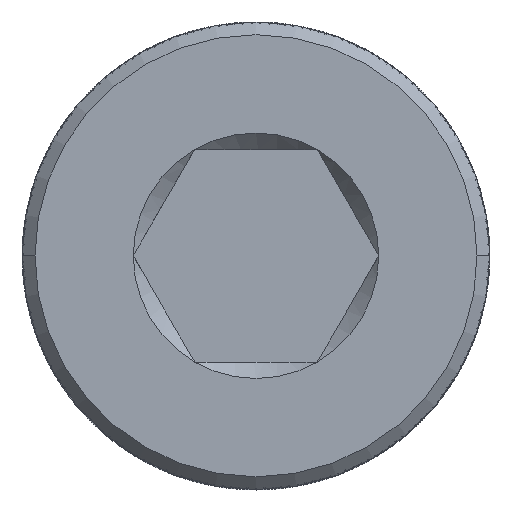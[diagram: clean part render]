
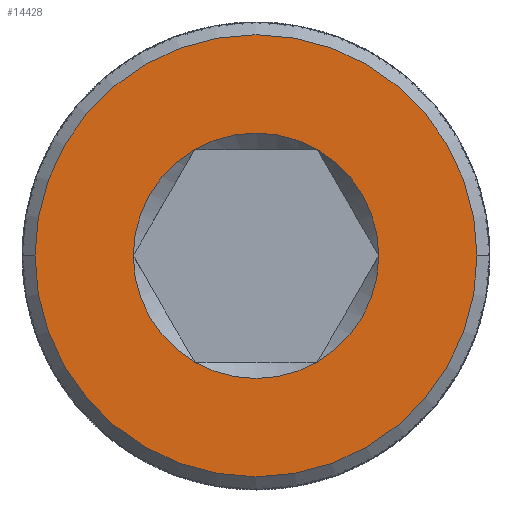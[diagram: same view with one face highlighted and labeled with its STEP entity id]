
A CAD part, top view. The second image highlights one B-rep face of the part: STEP entity #14428.
In plain terms, the highlighted planar face has unit normal (0, 0, 1).
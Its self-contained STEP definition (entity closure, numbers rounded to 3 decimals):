
#325 = ORIENTED_EDGE ( 'NONE', *, *, #7227, .F. ) ;
#831 = DIRECTION ( 'NONE',  ( 1., 0., 0. ) ) ;
#1604 = CIRCLE ( 'NONE', #9177, 1.443 ) ;
#1781 = DIRECTION ( 'NONE',  ( 0., 0., -1. ) ) ;
#2429 = DIRECTION ( 'NONE',  ( 0., 0., 1. ) ) ;
#2613 = CARTESIAN_POINT ( 'NONE',  ( 0., 0., 11.5 ) ) ;
#2816 = DIRECTION ( 'NONE',  ( 1., 0., 0. ) ) ;
#2900 = FACE_OUTER_BOUND ( 'NONE', #6114, .T. ) ;
#3078 = EDGE_CURVE ( 'NONE', #12015, #14867, #9719, .T. ) ;
#3518 = CARTESIAN_POINT ( 'NONE',  ( 0., 0., 11.5 ) ) ;
#3569 = DIRECTION ( 'NONE',  ( -1., 0., 0. ) ) ;
#3605 = CARTESIAN_POINT ( 'NONE',  ( 2.6, 0., 11.5 ) ) ;
#3983 = DIRECTION ( 'NONE',  ( 1., 0., 0. ) ) ;
#4628 = CIRCLE ( 'NONE', #8316, 1.443 ) ;
#4647 = DIRECTION ( 'NONE',  ( 1., 0., 0. ) ) ;
#4720 = AXIS2_PLACEMENT_3D ( 'NONE', #8559, #19488, #831 ) ;
#5327 = DIRECTION ( 'NONE',  ( 0., 0., -1. ) ) ;
#5538 = DIRECTION ( 'NONE',  ( 0., 0., 1. ) ) ;
#5923 = ORIENTED_EDGE ( 'NONE', *, *, #10079, .F. ) ;
#6114 = EDGE_LOOP ( 'NONE', ( #5923, #18566 ) ) ;
#6152 = CARTESIAN_POINT ( 'NONE',  ( 1.443, 0., 11.5 ) ) ;
#6179 = ORIENTED_EDGE ( 'NONE', *, *, #11070, .F. ) ;
#6238 = VERTEX_POINT ( 'NONE', #18467 ) ;
#6886 = AXIS2_PLACEMENT_3D ( 'NONE', #12865, #5327, #3569 ) ;
#7167 = CARTESIAN_POINT ( 'NONE',  ( -0.722, -1.25, 11.5 ) ) ;
#7227 = EDGE_CURVE ( 'NONE', #14867, #6238, #14215, .T. ) ;
#8009 = VERTEX_POINT ( 'NONE', #17733 ) ;
#8116 = DIRECTION ( 'NONE',  ( 1., 0., 0. ) ) ;
#8316 = AXIS2_PLACEMENT_3D ( 'NONE', #12437, #17205, #4647 ) ;
#8559 = CARTESIAN_POINT ( 'NONE',  ( 0., 2.6, 11.5 ) ) ;
#8827 = CARTESIAN_POINT ( 'NONE',  ( 0., 0., 11.5 ) ) ;
#8988 = EDGE_CURVE ( 'NONE', #6238, #9038, #16309, .T. ) ;
#9020 = EDGE_LOOP ( 'NONE', ( #6179, #13672, #12849, #12923, #325, #18193 ) ) ;
#9038 = VERTEX_POINT ( 'NONE', #7167 ) ;
#9177 = AXIS2_PLACEMENT_3D ( 'NONE', #16302, #16375, #12018 ) ;
#9719 = CIRCLE ( 'NONE', #16352, 1.443 ) ;
#10079 = EDGE_CURVE ( 'NONE', #15897, #16301, #12566, .T. ) ;
#10145 = FACE_BOUND ( 'NONE', #9020, .T. ) ;
#10951 = EDGE_CURVE ( 'NONE', #8009, #20098, #18389, .T. ) ;
#11070 = EDGE_CURVE ( 'NONE', #20098, #12015, #1604, .T. ) ;
#11076 = DIRECTION ( 'NONE',  ( -1., 0., 0. ) ) ;
#11162 = CARTESIAN_POINT ( 'NONE',  ( 0.722, 1.25, 11.5 ) ) ;
#11597 = AXIS2_PLACEMENT_3D ( 'NONE', #3518, #17657, #8116 ) ;
#12015 = VERTEX_POINT ( 'NONE', #11162 ) ;
#12018 = DIRECTION ( 'NONE',  ( 1., 0., 0. ) ) ;
#12250 = DIRECTION ( 'NONE',  ( 0., 0., 1. ) ) ;
#12437 = CARTESIAN_POINT ( 'NONE',  ( 0., 0., 11.5 ) ) ;
#12566 = CIRCLE ( 'NONE', #15313, 2.6 ) ;
#12658 = EDGE_CURVE ( 'NONE', #16301, #15897, #17575, .T. ) ;
#12849 = ORIENTED_EDGE ( 'NONE', *, *, #14014, .F. ) ;
#12865 = CARTESIAN_POINT ( 'NONE',  ( 0., 0., 11.5 ) ) ;
#12923 = ORIENTED_EDGE ( 'NONE', *, *, #8988, .F. ) ;
#13672 = ORIENTED_EDGE ( 'NONE', *, *, #10951, .F. ) ;
#14014 = EDGE_CURVE ( 'NONE', #9038, #8009, #4628, .T. ) ;
#14215 = CIRCLE ( 'NONE', #11597, 1.443 ) ;
#14428 = ADVANCED_FACE ( 'NONE', ( #10145, #2900 ), #19551, .T. ) ;
#14557 = CARTESIAN_POINT ( 'NONE',  ( -2.6, 0., 11.5 ) ) ;
#14810 = DIRECTION ( 'NONE',  ( 1., 0., 0. ) ) ;
#14867 = VERTEX_POINT ( 'NONE', #16117 ) ;
#15313 = AXIS2_PLACEMENT_3D ( 'NONE', #17162, #1781, #11076 ) ;
#15823 = AXIS2_PLACEMENT_3D ( 'NONE', #2613, #5538, #3983 ) ;
#15849 = AXIS2_PLACEMENT_3D ( 'NONE', #17945, #2429, #14810 ) ;
#15897 = VERTEX_POINT ( 'NONE', #14557 ) ;
#16117 = CARTESIAN_POINT ( 'NONE',  ( -0.722, 1.25, 11.5 ) ) ;
#16301 = VERTEX_POINT ( 'NONE', #3605 ) ;
#16302 = CARTESIAN_POINT ( 'NONE',  ( 0., 0., 11.5 ) ) ;
#16309 = CIRCLE ( 'NONE', #15823, 1.443 ) ;
#16352 = AXIS2_PLACEMENT_3D ( 'NONE', #8827, #12250, #2816 ) ;
#16375 = DIRECTION ( 'NONE',  ( 0., 0., 1. ) ) ;
#17162 = CARTESIAN_POINT ( 'NONE',  ( 0., 0., 11.5 ) ) ;
#17205 = DIRECTION ( 'NONE',  ( 0., 0., 1. ) ) ;
#17575 = CIRCLE ( 'NONE', #6886, 2.6 ) ;
#17657 = DIRECTION ( 'NONE',  ( 0., 0., 1. ) ) ;
#17733 = CARTESIAN_POINT ( 'NONE',  ( 0.722, -1.25, 11.5 ) ) ;
#17945 = CARTESIAN_POINT ( 'NONE',  ( 0., 0., 11.5 ) ) ;
#18193 = ORIENTED_EDGE ( 'NONE', *, *, #3078, .F. ) ;
#18389 = CIRCLE ( 'NONE', #15849, 1.443 ) ;
#18467 = CARTESIAN_POINT ( 'NONE',  ( -1.443, 0., 11.5 ) ) ;
#18566 = ORIENTED_EDGE ( 'NONE', *, *, #12658, .F. ) ;
#19488 = DIRECTION ( 'NONE',  ( 0., 0., 1. ) ) ;
#19551 = PLANE ( 'NONE',  #4720 ) ;
#20098 = VERTEX_POINT ( 'NONE', #6152 ) ;
